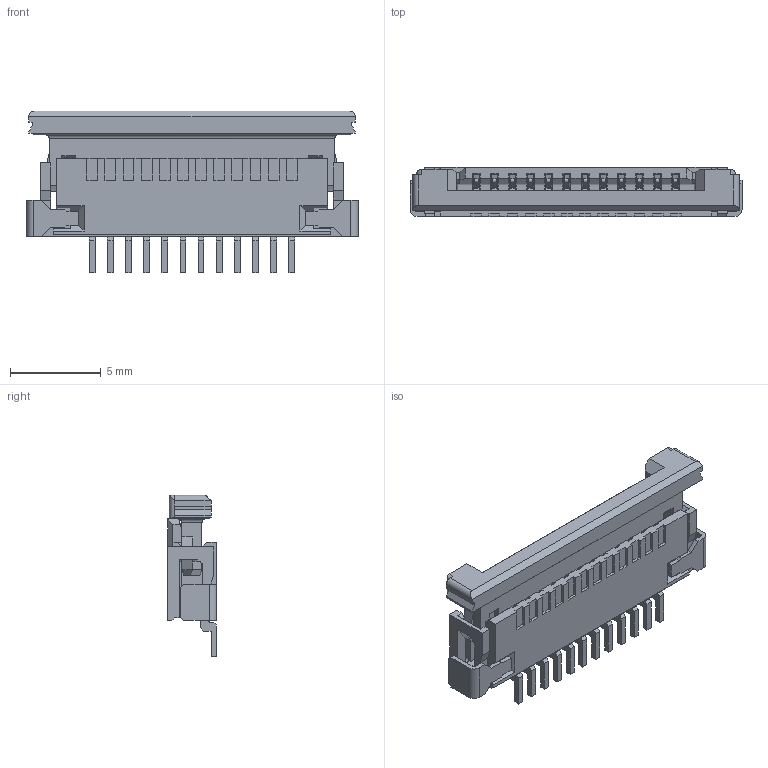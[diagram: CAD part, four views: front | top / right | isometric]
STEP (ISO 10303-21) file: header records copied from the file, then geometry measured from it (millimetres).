
FILE_DESCRIPTION((''),'2;1');
FILE_NAME('522071285','2009-04-16T',('PNB'),(''),'PRO/ENGINEER BY PARAMETRIC TECHNOLOGY CORPORATION, 2003451','PRO/ENGINEER BY PARAMETRIC TECHNOLOGY CORPORATION, 2003451','');
FILE_SCHEMA(('CONFIG_CONTROL_DESIGN'));
Length unit declared in the file: millimetre
Products named in the file (1): 522071285
Bounding box: 18.3 x 2.7 x 8.9 mm (x, y, z)
Volume: 194 mm3; surface area: 918.4 mm2
Topology: 3 solids, 3 shells, 997 faces, 2994 edges, 1924 vertices
Faces by surface type: plane 866, cylinder 83, cone 48
Entity records: 32837 total; most frequent: CARTESIAN_POINT 6064, ORIENTED_EDGE 5822, DIRECTION 5106, EDGE_CURVE 2911, VECTOR 2754, LINE 2754, VERTEX_POINT 1862, AXIS2_PLACEMENT_3D 1176
